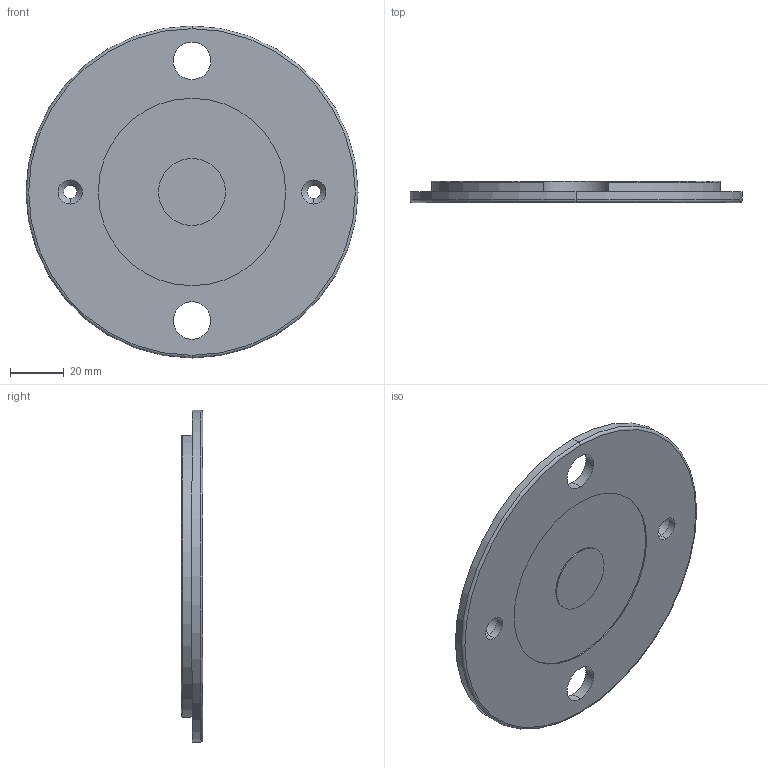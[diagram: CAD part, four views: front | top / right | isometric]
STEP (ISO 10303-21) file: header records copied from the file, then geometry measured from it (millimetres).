
FILE_DESCRIPTION (( 'STEP AP214' ), '1' );
FILE_NAME ('098ag125b.STEP', '2014-08-13T09:02:46', ( '' ), ( '' ), 'SwSTEP 2.0', 'SolidWorks 2014', '' );
FILE_SCHEMA (( 'AUTOMOTIVE_DESIGN' ));
Length unit declared in the file: millimetre
Products named in the file (1): 098ag125b
Bounding box: 124 x 8 x 124 mm (x, y, z)
Volume: 74038.7 mm3; surface area: 27587 mm2
Topology: 1 solids, 1 shells, 43 faces, 97 edges, 60 vertices
Faces by surface type: cylinder 25, torus 8, plane 6, cone 4
Entity records: 1535 total; most frequent: DIRECTION 245, CARTESIAN_POINT 229, ORIENTED_EDGE 194, AXIS2_PLACEMENT_3D 108, EDGE_CURVE 97, CIRCLE 64, VERTEX_POINT 60, EDGE_LOOP 55
